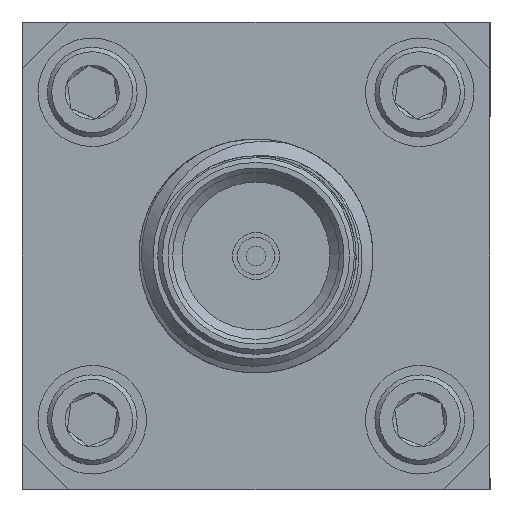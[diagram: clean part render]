
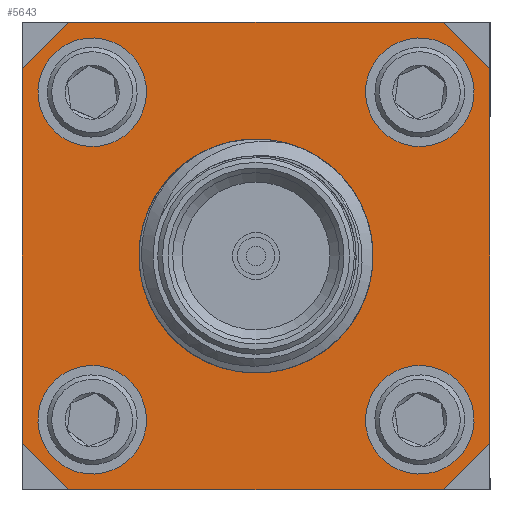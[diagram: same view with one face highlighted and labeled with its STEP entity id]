
A CAD part, left-side view. The second image highlights one B-rep face of the part: STEP entity #5643.
In plain terms, the highlighted planar face has unit normal (-1, 0, 0).
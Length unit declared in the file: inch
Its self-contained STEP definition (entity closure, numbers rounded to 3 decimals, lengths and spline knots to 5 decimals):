
#234 = ORIENTED_EDGE ( 'NONE', *, *, #25486, .T. ) ;
#901 = VERTEX_POINT ( 'NONE', #31302 ) ;
#1417 = EDGE_CURVE ( 'NONE', #9820, #20548, #6263, .T. ) ;
#2254 = EDGE_LOOP ( 'NONE', ( #17279, #19602, #13795, #4789, #3860, #32226, #13592, #7945 ) ) ;
#2402 = LINE ( 'NONE', #20133, #31008 ) ;
#2516 = CIRCLE ( 'NONE', #4982, 0.058 ) ;
#2795 = CARTESIAN_POINT ( 'NONE',  ( -0.87, -0.175, 0.175 ) ) ;
#3518 = CARTESIAN_POINT ( 'NONE',  ( -0.87, 0.2, -0.25 ) ) ;
#3860 = ORIENTED_EDGE ( 'NONE', *, *, #18332, .T. ) ;
#3910 = CARTESIAN_POINT ( 'NONE',  ( -0.87, 0.175, -0.175 ) ) ;
#4070 = EDGE_CURVE ( 'NONE', #20548, #38357, #35160, .T. ) ;
#4696 = CARTESIAN_POINT ( 'NONE',  ( -0.87, 0.25, 0.2 ) ) ;
#4789 = ORIENTED_EDGE ( 'NONE', *, *, #5694, .T. ) ;
#4893 = DIRECTION ( 'NONE',  ( 0., 0.707, -0.707 ) ) ;
#4982 = AXIS2_PLACEMENT_3D ( 'NONE', #32163, #5448, #37433 ) ;
#5258 = FACE_BOUND ( 'NONE', #31507, .T. ) ;
#5448 = DIRECTION ( 'NONE',  ( -1., 0., 0. ) ) ;
#5643 = ADVANCED_FACE ( 'NONE', ( #29785, #8558, #5258, #35648, #29232, #26306 ), #8740, .F. ) ;
#5694 = EDGE_CURVE ( 'NONE', #24882, #8667, #18849, .T. ) ;
#5908 = DIRECTION ( 'NONE',  ( 1., 0., 0. ) ) ;
#6074 = EDGE_LOOP ( 'NONE', ( #234 ) ) ;
#6263 = LINE ( 'NONE', #24592, #20156 ) ;
#6582 = DIRECTION ( 'NONE',  ( 0., 0.707, 0.707 ) ) ;
#7597 = EDGE_CURVE ( 'NONE', #10086, #10086, #23132, .T. ) ;
#7665 = VERTEX_POINT ( 'NONE', #8007 ) ;
#7945 = ORIENTED_EDGE ( 'NONE', *, *, #4070, .T. ) ;
#8007 = CARTESIAN_POINT ( 'NONE',  ( -0.87, -0.25, -0.2 ) ) ;
#8558 = FACE_BOUND ( 'NONE', #13534, .T. ) ;
#8583 = CARTESIAN_POINT ( 'NONE',  ( -0.87, -0.2, 0.25 ) ) ;
#8667 = VERTEX_POINT ( 'NONE', #8583 ) ;
#8670 = VECTOR ( 'NONE', #32433, 39.37008 ) ;
#8740 = PLANE ( 'NONE',  #12485 ) ;
#9820 = VERTEX_POINT ( 'NONE', #36551 ) ;
#9908 = CIRCLE ( 'NONE', #13002, 0.058 ) ;
#10086 = VERTEX_POINT ( 'NONE', #16316 ) ;
#10782 = CARTESIAN_POINT ( 'NONE',  ( -0.87, 0.2, 0.25 ) ) ;
#11153 = AXIS2_PLACEMENT_3D ( 'NONE', #33058, #38020, #21146 ) ;
#11520 = CARTESIAN_POINT ( 'NONE',  ( -0.87, -0.25, 0.2 ) ) ;
#11522 = CIRCLE ( 'NONE', #24608, 0.058 ) ;
#11711 = DIRECTION ( 'NONE',  ( 0., 1., 0. ) ) ;
#11738 = DIRECTION ( 'NONE',  ( 0., -0.707, 0.707 ) ) ;
#11951 = DIRECTION ( 'NONE',  ( 0., -0.383, 0.924 ) ) ;
#12201 = VERTEX_POINT ( 'NONE', #12395 ) ;
#12395 = CARTESIAN_POINT ( 'NONE',  ( -0.87, -0.19722, 0.12142 ) ) ;
#12412 = ORIENTED_EDGE ( 'NONE', *, *, #29591, .F. ) ;
#12485 = AXIS2_PLACEMENT_3D ( 'NONE', #17885, #20615, #26861 ) ;
#12754 = CARTESIAN_POINT ( 'NONE',  ( -0.87, 0.25, -0.2 ) ) ;
#13002 = AXIS2_PLACEMENT_3D ( 'NONE', #2795, #5908, #14669 ) ;
#13072 = LINE ( 'NONE', #18724, #28497 ) ;
#13532 = EDGE_CURVE ( 'NONE', #26273, #26273, #2516, .T. ) ;
#13534 = EDGE_LOOP ( 'NONE', ( #33422 ) ) ;
#13592 = ORIENTED_EDGE ( 'NONE', *, *, #1417, .T. ) ;
#13795 = ORIENTED_EDGE ( 'NONE', *, *, #22228, .T. ) ;
#14481 = CARTESIAN_POINT ( 'NONE',  ( -0.87, -0.25, -0.25 ) ) ;
#14669 = DIRECTION ( 'NONE',  ( 0., -0.383, -0.924 ) ) ;
#15153 = EDGE_LOOP ( 'NONE', ( #12412 ) ) ;
#15401 = DIRECTION ( 'NONE',  ( 1., 0., 0. ) ) ;
#16316 = CARTESIAN_POINT ( 'NONE',  ( -0.87, 0.19722, -0.12142 ) ) ;
#17127 = VECTOR ( 'NONE', #11711, 39.37008 ) ;
#17189 = LINE ( 'NONE', #26728, #17127 ) ;
#17279 = ORIENTED_EDGE ( 'NONE', *, *, #25519, .T. ) ;
#17885 = CARTESIAN_POINT ( 'NONE',  ( -0.87, 0., 0. ) ) ;
#18332 = EDGE_CURVE ( 'NONE', #8667, #33464, #17189, .T. ) ;
#18724 = CARTESIAN_POINT ( 'NONE',  ( -0.87, -0.25, -0.25 ) ) ;
#18849 = LINE ( 'NONE', #33104, #28710 ) ;
#19602 = ORIENTED_EDGE ( 'NONE', *, *, #23128, .T. ) ;
#20133 = CARTESIAN_POINT ( 'NONE',  ( -0.87, -0.25, -0.2 ) ) ;
#20156 = VECTOR ( 'NONE', #33556, 39.37008 ) ;
#20504 = DIRECTION ( 'NONE',  ( 0., -0.707, -0.707 ) ) ;
#20530 = DIRECTION ( 'NONE',  ( -1., 0., 0. ) ) ;
#20548 = VERTEX_POINT ( 'NONE', #12754 ) ;
#20615 = DIRECTION ( 'NONE',  ( 1., 0., 0. ) ) ;
#21088 = CIRCLE ( 'NONE', #11153, 0.115 ) ;
#21146 = DIRECTION ( 'NONE',  ( 0., 0., -1. ) ) ;
#22033 = ORIENTED_EDGE ( 'NONE', *, *, #25748, .T. ) ;
#22228 = EDGE_CURVE ( 'NONE', #7665, #24882, #13072, .T. ) ;
#22326 = EDGE_CURVE ( 'NONE', #33464, #9820, #34535, .T. ) ;
#23128 = EDGE_CURVE ( 'NONE', #36590, #7665, #2402, .T. ) ;
#23132 = CIRCLE ( 'NONE', #28766, 0.058 ) ;
#23152 = EDGE_LOOP ( 'NONE', ( #27858 ) ) ;
#24592 = CARTESIAN_POINT ( 'NONE',  ( -0.87, 0.25, -0.25 ) ) ;
#24608 = AXIS2_PLACEMENT_3D ( 'NONE', #26583, #20530, #11951 ) ;
#24741 = VECTOR ( 'NONE', #4893, 39.37008 ) ;
#24882 = VERTEX_POINT ( 'NONE', #11520 ) ;
#25486 = EDGE_CURVE ( 'NONE', #12201, #12201, #9908, .T. ) ;
#25519 = EDGE_CURVE ( 'NONE', #38357, #36590, #29498, .T. ) ;
#25748 = EDGE_CURVE ( 'NONE', #36198, #36198, #21088, .T. ) ;
#26273 = VERTEX_POINT ( 'NONE', #38162 ) ;
#26306 = FACE_BOUND ( 'NONE', #6074, .T. ) ;
#26583 = CARTESIAN_POINT ( 'NONE',  ( -0.87, -0.175, -0.175 ) ) ;
#26728 = CARTESIAN_POINT ( 'NONE',  ( -0.87, -0.25, 0.25 ) ) ;
#26861 = DIRECTION ( 'NONE',  ( 0., 1., 0. ) ) ;
#27858 = ORIENTED_EDGE ( 'NONE', *, *, #7597, .T. ) ;
#28497 = VECTOR ( 'NONE', #33561, 39.37008 ) ;
#28710 = VECTOR ( 'NONE', #6582, 39.37008 ) ;
#28766 = AXIS2_PLACEMENT_3D ( 'NONE', #3910, #15401, #36295 ) ;
#29232 = FACE_BOUND ( 'NONE', #15153, .T. ) ;
#29473 = CARTESIAN_POINT ( 'NONE',  ( -0.87, 0.2, -0.25 ) ) ;
#29498 = LINE ( 'NONE', #14481, #8670 ) ;
#29559 = CARTESIAN_POINT ( 'NONE',  ( -0.87, 0., -0.115 ) ) ;
#29591 = EDGE_CURVE ( 'NONE', #901, #901, #11522, .T. ) ;
#29785 = FACE_OUTER_BOUND ( 'NONE', #2254, .T. ) ;
#31008 = VECTOR ( 'NONE', #11738, 39.37008 ) ;
#31302 = CARTESIAN_POINT ( 'NONE',  ( -0.87, -0.19722, -0.12142 ) ) ;
#31507 = EDGE_LOOP ( 'NONE', ( #22033 ) ) ;
#32163 = CARTESIAN_POINT ( 'NONE',  ( -0.87, 0.175, 0.175 ) ) ;
#32226 = ORIENTED_EDGE ( 'NONE', *, *, #22326, .T. ) ;
#32433 = DIRECTION ( 'NONE',  ( 0., -1., 0. ) ) ;
#33058 = CARTESIAN_POINT ( 'NONE',  ( -0.87, 0., 0. ) ) ;
#33104 = CARTESIAN_POINT ( 'NONE',  ( -0.87, -0.2, 0.25 ) ) ;
#33422 = ORIENTED_EDGE ( 'NONE', *, *, #13532, .F. ) ;
#33464 = VERTEX_POINT ( 'NONE', #10782 ) ;
#33556 = DIRECTION ( 'NONE',  ( 0., 0., -1. ) ) ;
#33561 = DIRECTION ( 'NONE',  ( 0., 0., 1. ) ) ;
#34535 = LINE ( 'NONE', #4696, #24741 ) ;
#35160 = LINE ( 'NONE', #29473, #36568 ) ;
#35648 = FACE_BOUND ( 'NONE', #23152, .T. ) ;
#36198 = VERTEX_POINT ( 'NONE', #29559 ) ;
#36295 = DIRECTION ( 'NONE',  ( 0., 0.383, 0.924 ) ) ;
#36551 = CARTESIAN_POINT ( 'NONE',  ( -0.87, 0.25, 0.2 ) ) ;
#36568 = VECTOR ( 'NONE', #20504, 39.37008 ) ;
#36590 = VERTEX_POINT ( 'NONE', #37322 ) ;
#37322 = CARTESIAN_POINT ( 'NONE',  ( -0.87, -0.2, -0.25 ) ) ;
#37433 = DIRECTION ( 'NONE',  ( 0., 0.383, -0.924 ) ) ;
#38020 = DIRECTION ( 'NONE',  ( 1., 0., 0. ) ) ;
#38162 = CARTESIAN_POINT ( 'NONE',  ( -0.87, 0.19722, 0.12142 ) ) ;
#38357 = VERTEX_POINT ( 'NONE', #3518 ) ;
